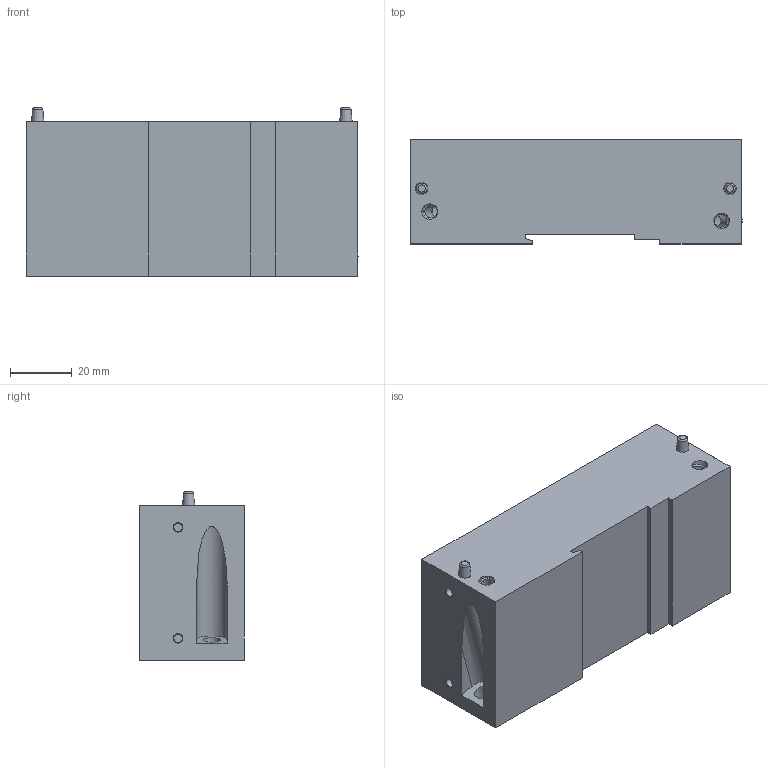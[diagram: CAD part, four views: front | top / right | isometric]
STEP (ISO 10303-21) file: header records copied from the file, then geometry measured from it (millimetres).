
FILE_DESCRIPTION(/* description */ ('STEP AP214'),/* implementation_level */ '2;1');
FILE_NAME(/* name */ '567806_CPX-M-GE-EV-FVO',/* time_stamp */ '2024-08-07T20:51:34+02:00',/* author */ ('License CC BY-ND 4.0'),/* organization */ ('CADENAS'),/* preprocessor_version */ 'ST-DEVELOPER v19.3',/* originating_system */ 'PARTsolutions',/* authorisation */ ' ');
FILE_SCHEMA (('AUTOMOTIVE_DESIGN {1 0 10303 214 3 1 1}'));
Length unit declared in the file: millimetre
Products named in the file (1): 567806 CPX-M-GE-EV-FVO---(0)
Bounding box: 107.73 x 33.8 x 54.55 mm (x, y, z)
Volume: 67374.7 mm3; surface area: 30788.2 mm2
Topology: 1 solids, 1 shells, 98 faces, 224 edges, 142 vertices
Faces by surface type: plane 41, cylinder 31, cone 22, torus 4
Full cylindrical faces by diameter (mm): 2.459 x4, 2.8 x4, 4.134 x2, 5 x4, 5.5 x2
Entity records: 2542 total; most frequent: DIRECTION 462, CARTESIAN_POINT 413, ORIENTED_EDGE 352, AXIS2_PLACEMENT_3D 187, EDGE_CURVE 176, FACE_BOUND 160, EDGE_LOOP 158, VERTEX_POINT 138
